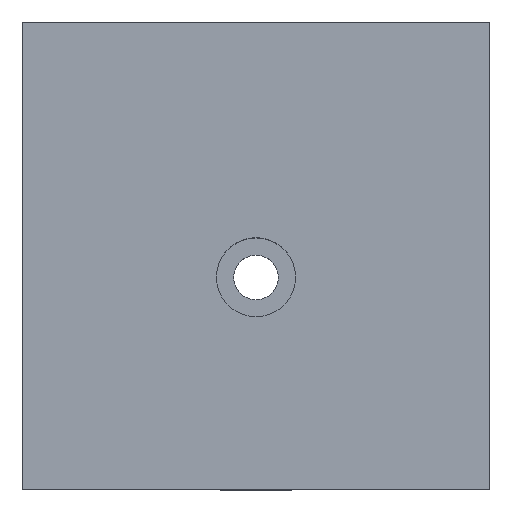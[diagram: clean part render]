
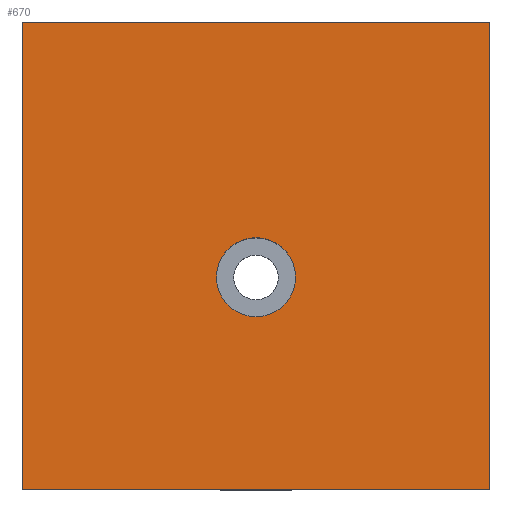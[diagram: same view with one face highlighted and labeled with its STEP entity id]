
A CAD part, top view. The second image highlights one B-rep face of the part: STEP entity #670.
In plain terms, the highlighted planar face has unit normal (0, 0, 1).
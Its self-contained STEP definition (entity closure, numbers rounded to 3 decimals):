
#134=DIRECTION('',(1.,0.,0.));
#135=VECTOR('',#134,65.);
#136=CARTESIAN_POINT('',(-32.5,0.,0.));
#137=LINE('',#136,#135);
#154=DIRECTION('',(-1.,0.,0.));
#155=VECTOR('',#154,65.);
#156=CARTESIAN_POINT('',(32.5,65.,0.));
#157=LINE('',#156,#155);
#294=CARTESIAN_POINT('',(0.,29.5,0.));
#295=DIRECTION('',(0.,0.,1.));
#296=DIRECTION('',(-1.,0.,0.));
#297=AXIS2_PLACEMENT_3D('',#294,#295,#296);
#299=CARTESIAN_POINT('',(0.,29.5,0.));
#300=DIRECTION('',(0.,0.,1.));
#301=DIRECTION('',(1.,0.,0.));
#302=AXIS2_PLACEMENT_3D('',#299,#300,#301);
#308=DIRECTION('',(0.,1.,0.));
#309=VECTOR('',#308,65.);
#310=CARTESIAN_POINT('',(32.5,0.,0.));
#311=LINE('',#310,#309);
#320=DIRECTION('',(0.,-1.,0.));
#321=VECTOR('',#320,65.);
#322=CARTESIAN_POINT('',(-32.5,65.,0.));
#323=LINE('',#322,#321);
#375=CARTESIAN_POINT('',(-32.5,0.,0.));
#376=VERTEX_POINT('',#375);
#377=CARTESIAN_POINT('',(32.5,0.,0.));
#378=VERTEX_POINT('',#377);
#389=CARTESIAN_POINT('',(32.5,65.,0.));
#390=VERTEX_POINT('',#389);
#391=CARTESIAN_POINT('',(-32.5,65.,0.));
#392=VERTEX_POINT('',#391);
#422=CARTESIAN_POINT('',(-5.5,29.5,0.));
#423=VERTEX_POINT('',#422);
#424=CARTESIAN_POINT('',(5.5,29.5,0.));
#425=VERTEX_POINT('',#424);
#653=CARTESIAN_POINT('',(32.5,0.,0.));
#654=DIRECTION('',(0.,0.,1.));
#655=DIRECTION('',(1.,0.,0.));
#656=AXIS2_PLACEMENT_3D('',#653,#654,#655);
#657=PLANE('',#656);
#658=ORIENTED_EDGE('',*,*,#496,.F.);
#660=ORIENTED_EDGE('',*,*,#659,.F.);
#661=ORIENTED_EDGE('',*,*,#458,.F.);
#663=ORIENTED_EDGE('',*,*,#662,.F.);
#664=EDGE_LOOP('',(#658,#660,#661,#663));
#665=FACE_OUTER_BOUND('',#664,.F.);
#666=ORIENTED_EDGE('',*,*,#647,.T.);
#667=ORIENTED_EDGE('',*,*,#632,.T.);
#668=EDGE_LOOP('',(#666,#667));
#669=FACE_BOUND('',#668,.F.);
#670=ADVANCED_FACE('',(#665,#669),#657,.T.);
#298=CIRCLE('',#297,5.5);
#303=CIRCLE('',#302,5.5);
#458=EDGE_CURVE('',#376,#378,#137,.T.);
#496=EDGE_CURVE('',#390,#392,#157,.T.);
#632=EDGE_CURVE('',#425,#423,#303,.T.);
#647=EDGE_CURVE('',#423,#425,#298,.T.);
#659=EDGE_CURVE('',#378,#390,#311,.T.);
#662=EDGE_CURVE('',#392,#376,#323,.T.);
